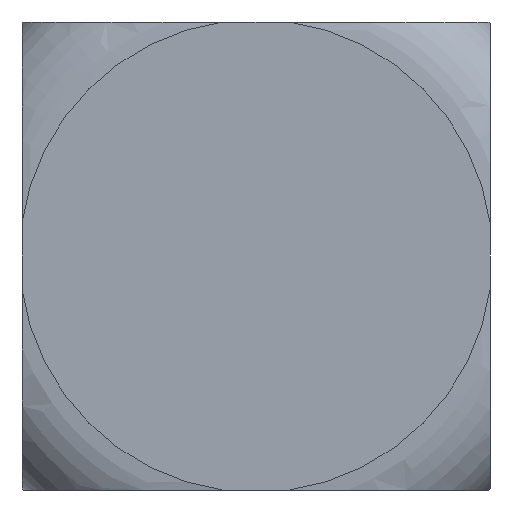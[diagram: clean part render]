
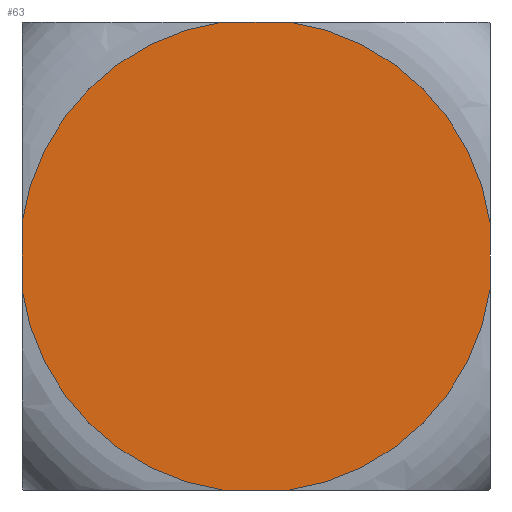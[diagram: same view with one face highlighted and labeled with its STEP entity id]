
A CAD part, left-side view. The second image highlights one B-rep face of the part: STEP entity #63.
In plain terms, the highlighted planar face has unit normal (-1, 0, 0).
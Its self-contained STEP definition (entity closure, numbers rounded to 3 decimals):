
#63 = ADVANCED_FACE( '', ( #135 ), #136, .F. );
#135 = FACE_OUTER_BOUND( '', #216, .T. );
#136 = PLANE( '', #217 );
#216 = EDGE_LOOP( '', ( #333, #334, #335, #336, #337, #338, #339, #340 ) );
#217 = AXIS2_PLACEMENT_3D( '', #341, #342, #343 );
#333 = ORIENTED_EDGE( '', *, *, #496, .F. );
#334 = ORIENTED_EDGE( '', *, *, #497, .F. );
#335 = ORIENTED_EDGE( '', *, *, #498, .F. );
#336 = ORIENTED_EDGE( '', *, *, #499, .F. );
#337 = ORIENTED_EDGE( '', *, *, #500, .F. );
#338 = ORIENTED_EDGE( '', *, *, #461, .F. );
#339 = ORIENTED_EDGE( '', *, *, #501, .F. );
#340 = ORIENTED_EDGE( '', *, *, #494, .F. );
#341 = CARTESIAN_POINT( '', ( 0., 0., 0. ) );
#342 = DIRECTION( '', ( 1., 0., 0. ) );
#343 = DIRECTION( '', ( 0., 0., -1. ) );
#461 = EDGE_CURVE( '', #534, #537, #538, .T. );
#494 = EDGE_CURVE( '', #589, #585, #591, .T. );
#496 = EDGE_CURVE( '', #593, #589, #594, .T. );
#497 = EDGE_CURVE( '', #595, #593, #596, .T. );
#498 = EDGE_CURVE( '', #597, #595, #598, .T. );
#499 = EDGE_CURVE( '', #599, #597, #600, .T. );
#500 = EDGE_CURVE( '', #537, #599, #601, .T. );
#501 = EDGE_CURVE( '', #585, #534, #602, .T. );
#534 = VERTEX_POINT( '', #643 );
#537 = VERTEX_POINT( '', #667 );
#538 = CIRCLE( '', #668, 11.11 );
#585 = VERTEX_POINT( '', #745 );
#589 = VERTEX_POINT( '', #770 );
#591 = CIRCLE( '', #793, 11.11 );
#593 = VERTEX_POINT( '', #795 );
#594 = LINE( '', #796, #797 );
#595 = VERTEX_POINT( '', #798 );
#596 = CIRCLE( '', #799, 11.11 );
#597 = VERTEX_POINT( '', #800 );
#598 = LINE( '', #801, #802 );
#599 = VERTEX_POINT( '', #803 );
#600 = CIRCLE( '', #804, 11.11 );
#601 = LINE( '', #805, #806 );
#602 = LINE( '', #807, #808 );
#643 = CARTESIAN_POINT( '', ( 0., -1.56, 11. ) );
#667 = CARTESIAN_POINT( '', ( 0., -11., 1.56 ) );
#668 = AXIS2_PLACEMENT_3D( '', #939, #940, #941 );
#745 = CARTESIAN_POINT( '', ( 0., 1.56, 11. ) );
#770 = CARTESIAN_POINT( '', ( 0., 11., 1.56 ) );
#793 = AXIS2_PLACEMENT_3D( '', #990, #991, #992 );
#795 = CARTESIAN_POINT( '', ( 0., 11., -1.56 ) );
#796 = CARTESIAN_POINT( '', ( 0., 11., -11. ) );
#797 = VECTOR( '', #993, 1000. );
#798 = CARTESIAN_POINT( '', ( 0., 1.56, -11. ) );
#799 = AXIS2_PLACEMENT_3D( '', #994, #995, #996 );
#800 = CARTESIAN_POINT( '', ( 0., -1.56, -11. ) );
#801 = CARTESIAN_POINT( '', ( 0., -11., -11. ) );
#802 = VECTOR( '', #997, 1000. );
#803 = CARTESIAN_POINT( '', ( 0., -11., -1.56 ) );
#804 = AXIS2_PLACEMENT_3D( '', #998, #999, #1000 );
#805 = CARTESIAN_POINT( '', ( 0., -11., 11. ) );
#806 = VECTOR( '', #1001, 1000. );
#807 = CARTESIAN_POINT( '', ( 0., 11., 11. ) );
#808 = VECTOR( '', #1002, 1000. );
#939 = CARTESIAN_POINT( '', ( 0., 0., 0. ) );
#940 = DIRECTION( '', ( 1., 0., 0. ) );
#941 = DIRECTION( '', ( 0., 0., -1. ) );
#990 = CARTESIAN_POINT( '', ( 0., 0., 0. ) );
#991 = DIRECTION( '', ( 1., 0., 0. ) );
#992 = DIRECTION( '', ( 0., 0., -1. ) );
#993 = DIRECTION( '', ( 0., 0., 1. ) );
#994 = CARTESIAN_POINT( '', ( 0., 0., 0. ) );
#995 = DIRECTION( '', ( 1., 0., 0. ) );
#996 = DIRECTION( '', ( 0., 0., -1. ) );
#997 = DIRECTION( '', ( 0., 1., 0. ) );
#998 = CARTESIAN_POINT( '', ( 0., 0., 0. ) );
#999 = DIRECTION( '', ( 1., 0., 0. ) );
#1000 = DIRECTION( '', ( 0., 0., -1. ) );
#1001 = DIRECTION( '', ( 0., 0., -1. ) );
#1002 = DIRECTION( '', ( 0., -1., 0. ) );
